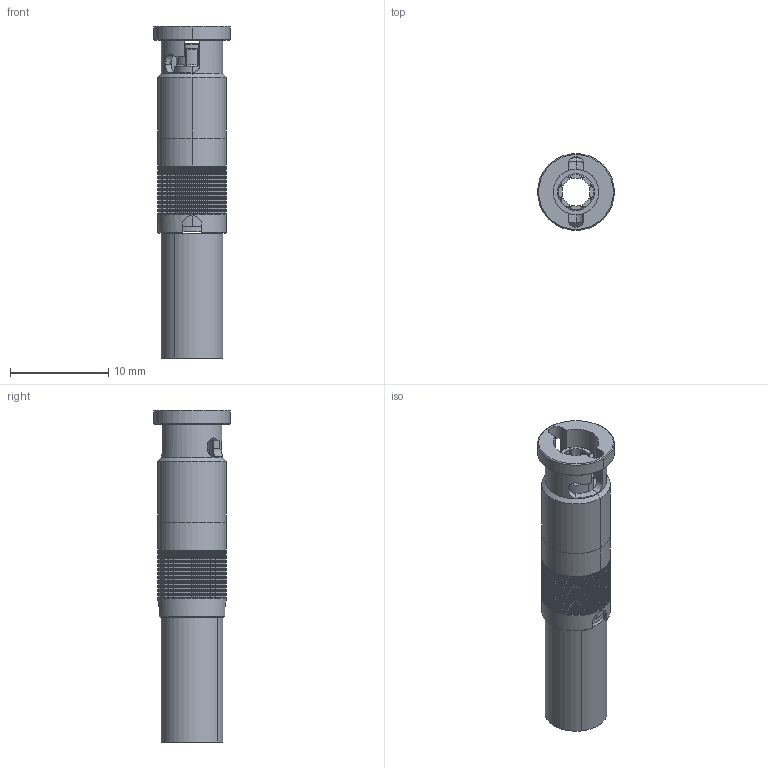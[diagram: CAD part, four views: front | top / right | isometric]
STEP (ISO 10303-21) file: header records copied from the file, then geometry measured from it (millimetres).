
FILE_DESCRIPTION (( 'STEP AP214' ), '1' );
FILE_NAME ('67-005-B66-FA.STEP', '2022-01-18T17:45:52', ( '' ), ( '' ), 'SwSTEP 2.0', 'SolidWorks 2021', '' );
FILE_SCHEMA (( 'AUTOMOTIVE_DESIGN' ));
Length unit declared in the file: millimetre
Products named in the file (1): 67-005-B66-FA
Bounding box: 7.82 x 7.82 x 33.82 mm (x, y, z)
Surface area: 1593.5 mm2 (no closed solid volume)
Topology: 0 solids, 7 shells, 6347 faces, 12962 edges, 6617 vertices
Faces by surface type: cone 2526, plane 2524, cylinder 1297
Entity records: 233658 total; most frequent: CARTESIAN_POINT 41157, ORIENTED_EDGE 25831, DIRECTION 24609, EDGE_CURVE 12962, AXIS2_PLACEMENT_3D 10345, VERTEX_POINT 6617, EDGE_LOOP 6357, UNCERTAINTY_MEASURE_WITH_UNIT 6349
